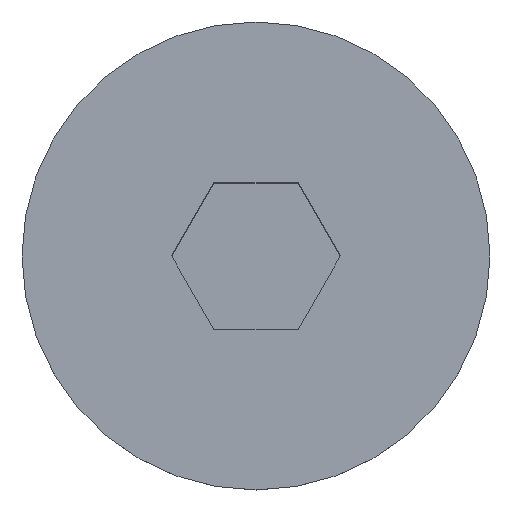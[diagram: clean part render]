
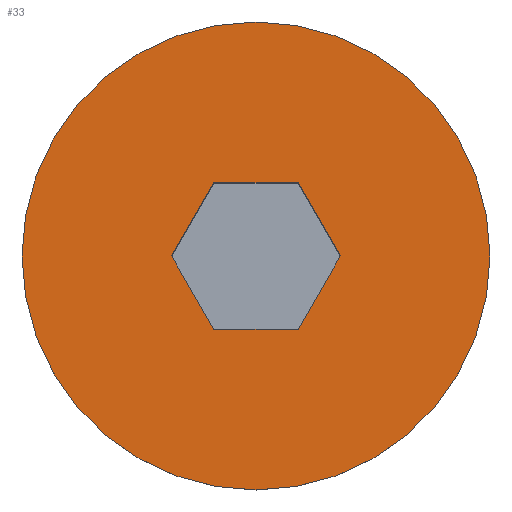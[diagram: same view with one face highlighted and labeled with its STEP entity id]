
A CAD part, top view. The second image highlights one B-rep face of the part: STEP entity #33.
In plain terms, the highlighted planar face has unit normal (0, 0, 1).
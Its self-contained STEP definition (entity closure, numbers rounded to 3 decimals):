
#6 = EDGE_CURVE ( 'NONE', #162, #535, #402, .T. ) ;
#9 = AXIS2_PLACEMENT_3D ( 'NONE', #316, #294, #253 ) ;
#33 = ADVANCED_FACE ( 'NONE', ( #481, #532 ), #525, .T. ) ;
#34 = DIRECTION ( 'NONE',  ( -0.5, 0.866, 0. ) ) ;
#35 = DIRECTION ( 'NONE',  ( 1., 0., 0. ) ) ;
#43 = VECTOR ( 'NONE', #350, 1000. ) ;
#44 = CARTESIAN_POINT ( 'NONE',  ( -1.083, 0.625, 2.3 ) ) ;
#46 = DIRECTION ( 'NONE',  ( -1., 0., 0. ) ) ;
#60 = DIRECTION ( 'NONE',  ( -0.5, -0.866, 0. ) ) ;
#65 = CARTESIAN_POINT ( 'NONE',  ( 1.083, 0.625, 2.3 ) ) ;
#92 = ORIENTED_EDGE ( 'NONE', *, *, #458, .T. ) ;
#99 = EDGE_CURVE ( 'NONE', #497, #552, #510, .T. ) ;
#107 = VERTEX_POINT ( 'NONE', #286 ) ;
#110 = VECTOR ( 'NONE', #60, 1000. ) ;
#120 = LINE ( 'NONE', #65, #545 ) ;
#127 = DIRECTION ( 'NONE',  ( 0., 1., 0. ) ) ;
#130 = CARTESIAN_POINT ( 'NONE',  ( -0.722, 1.25, 2.3 ) ) ;
#132 = CARTESIAN_POINT ( 'NONE',  ( 0.361, -1.25, 2.3 ) ) ;
#139 = CIRCLE ( 'NONE', #529, 4. ) ;
#148 = EDGE_LOOP ( 'NONE', ( #246, #499 ) ) ;
#154 = ORIENTED_EDGE ( 'NONE', *, *, #265, .T. ) ;
#158 = CARTESIAN_POINT ( 'NONE',  ( 0., 4., 2.3 ) ) ;
#162 = VERTEX_POINT ( 'NONE', #348 ) ;
#187 = CARTESIAN_POINT ( 'NONE',  ( 0., 0., 2.3 ) ) ;
#198 = CARTESIAN_POINT ( 'NONE',  ( 0., 1.25, 2.3 ) ) ;
#214 = EDGE_CURVE ( 'NONE', #107, #497, #546, .T. ) ;
#215 = DIRECTION ( 'NONE',  ( 0., 0., -1. ) ) ;
#235 = LINE ( 'NONE', #44, #43 ) ;
#246 = ORIENTED_EDGE ( 'NONE', *, *, #248, .F. ) ;
#248 = EDGE_CURVE ( 'NONE', #535, #162, #139, .T. ) ;
#253 = DIRECTION ( 'NONE',  ( 0., -1., 0. ) ) ;
#264 = VERTEX_POINT ( 'NONE', #476 ) ;
#265 = EDGE_CURVE ( 'NONE', #552, #297, #235, .T. ) ;
#276 = CARTESIAN_POINT ( 'NONE',  ( 1.443, 0., 2.3 ) ) ;
#286 = CARTESIAN_POINT ( 'NONE',  ( 0.722, -1.25, 2.3 ) ) ;
#294 = DIRECTION ( 'NONE',  ( 0., 0., 1. ) ) ;
#297 = VERTEX_POINT ( 'NONE', #130 ) ;
#311 = EDGE_LOOP ( 'NONE', ( #92, #411, #417, #384, #154, #511 ) ) ;
#316 = CARTESIAN_POINT ( 'NONE',  ( 0., 0., 2.3 ) ) ;
#324 = VECTOR ( 'NONE', #34, 1000. ) ;
#332 = CARTESIAN_POINT ( 'NONE',  ( -1.443, 0., 2.3 ) ) ;
#348 = CARTESIAN_POINT ( 'NONE',  ( 0., -4., 2.3 ) ) ;
#350 = DIRECTION ( 'NONE',  ( 0.5, 0.866, 0. ) ) ;
#352 = CARTESIAN_POINT ( 'NONE',  ( 1.443, 0., 2.3 ) ) ;
#368 = DIRECTION ( 'NONE',  ( 0.5, -0.866, 0. ) ) ;
#383 = VECTOR ( 'NONE', #35, 1000. ) ;
#384 = ORIENTED_EDGE ( 'NONE', *, *, #99, .T. ) ;
#392 = CARTESIAN_POINT ( 'NONE',  ( 0., 0., 2.3 ) ) ;
#402 = CIRCLE ( 'NONE', #403, 4. ) ;
#403 = AXIS2_PLACEMENT_3D ( 'NONE', #187, #501, #524 ) ;
#409 = VERTEX_POINT ( 'NONE', #352 ) ;
#411 = ORIENTED_EDGE ( 'NONE', *, *, #454, .T. ) ;
#417 = ORIENTED_EDGE ( 'NONE', *, *, #214, .T. ) ;
#426 = VECTOR ( 'NONE', #46, 1000. ) ;
#440 = LINE ( 'NONE', #198, #383 ) ;
#451 = CARTESIAN_POINT ( 'NONE',  ( -0.722, -1.25, 2.3 ) ) ;
#454 = EDGE_CURVE ( 'NONE', #409, #107, #551, .T. ) ;
#458 = EDGE_CURVE ( 'NONE', #264, #409, #120, .T. ) ;
#476 = CARTESIAN_POINT ( 'NONE',  ( 0.722, 1.25, 2.3 ) ) ;
#481 = FACE_BOUND ( 'NONE', #311, .T. ) ;
#497 = VERTEX_POINT ( 'NONE', #451 ) ;
#499 = ORIENTED_EDGE ( 'NONE', *, *, #6, .F. ) ;
#501 = DIRECTION ( 'NONE',  ( 0., 0., -1. ) ) ;
#503 = CARTESIAN_POINT ( 'NONE',  ( -1.083, -0.625, 2.3 ) ) ;
#510 = LINE ( 'NONE', #503, #324 ) ;
#511 = ORIENTED_EDGE ( 'NONE', *, *, #537, .T. ) ;
#524 = DIRECTION ( 'NONE',  ( 0., 1., 0. ) ) ;
#525 = PLANE ( 'NONE',  #9 ) ;
#529 = AXIS2_PLACEMENT_3D ( 'NONE', #392, #215, #127 ) ;
#532 = FACE_OUTER_BOUND ( 'NONE', #148, .T. ) ;
#535 = VERTEX_POINT ( 'NONE', #158 ) ;
#537 = EDGE_CURVE ( 'NONE', #297, #264, #440, .T. ) ;
#545 = VECTOR ( 'NONE', #368, 1000. ) ;
#546 = LINE ( 'NONE', #132, #426 ) ;
#551 = LINE ( 'NONE', #276, #110 ) ;
#552 = VERTEX_POINT ( 'NONE', #332 ) ;
